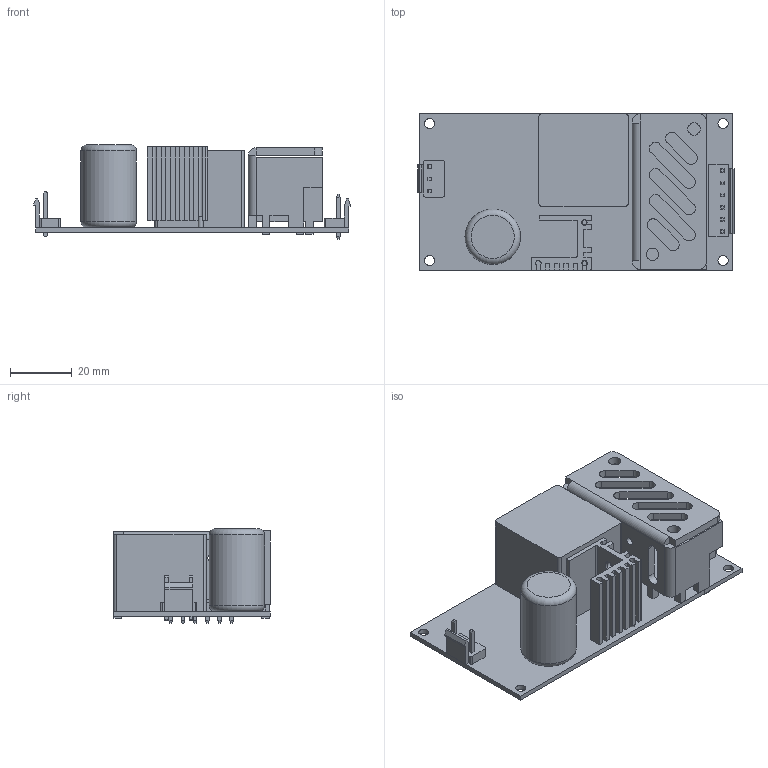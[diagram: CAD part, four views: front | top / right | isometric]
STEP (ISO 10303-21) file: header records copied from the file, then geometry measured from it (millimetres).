
FILE_DESCRIPTION((''),'2;1');
FILE_NAME('RPD,T-60.stp','2020-07-22T15:10:29',('shirley'),(''),'Autodesk Inventor 2010','Autodesk Inventor 2010','');
FILE_SCHEMA(('AUTOMOTIVE_DESIGN { 1 0 10303 214 1 1 1 1 }'));
Length unit declared in the file: millimetre
Products named in the file (16): RPD-60; PCB; JS-1120-03N2; CN1; PIN_CPY; PIN_CPY_CPY; JS-1120-06; USER_LIBRARY-B5P-VH_PINVH; USER_LIBRARY-B5P-VH_B5P-BODY_WH; HS-168; PIN; C5; HS-171; T1
Assembly tree (20 placements, depth 3):
  RPD-60
    PCB
    JS-1120-03N2
      CN1
      PIN_CPY
      PIN_CPY_CPY
    JS-1120-06
      USER_LIBRARY-B5P-VH_PINVH  x6
      USER_LIBRARY-B5P-VH_B5P-BODY_WH
    HS-168
      HS-168
      PIN
      PIN_CPY
    C5
    HS-171
    T1
Bounding box: 102.8 x 50.8 x 30.7 mm (x, y, z)
Volume: 47223.3 mm3; surface area: 29744.1 mm2
Topology: 17 solids, 17 shells, 340 faces, 1023 edges, 877 vertices
Faces by surface type: plane 276, cylinder 44, bspline 18, torus 2
Full cylindrical faces by diameter (mm): 1.6 x2, 2.5 x2, 3.3 x4, 4 x2, 18 x1
Entity records: 12021 total; most frequent: CARTESIAN_POINT 3277, DIRECTION 1544, ORIENTED_EDGE 1378, VECTOR 706, LINE 706, EDGE_CURVE 689, VERTEX_POINT 460, AXIS2_PLACEMENT_3D 419
